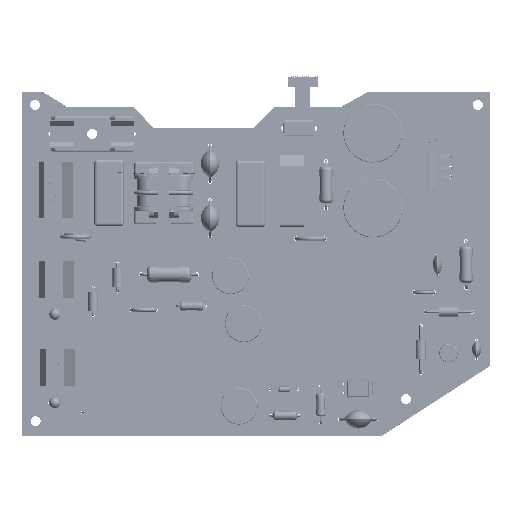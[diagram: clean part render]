
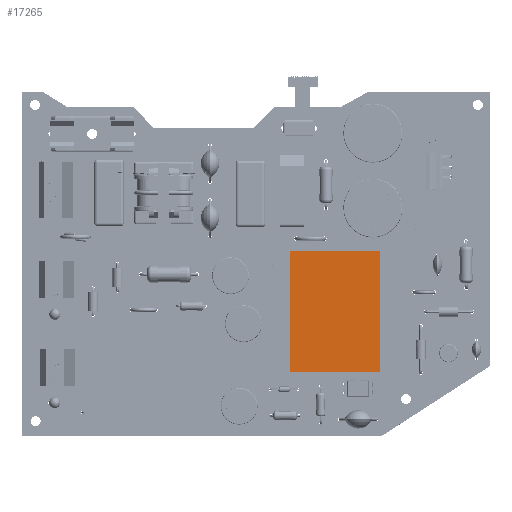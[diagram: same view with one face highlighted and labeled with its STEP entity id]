
A CAD part, top view. The second image highlights one B-rep face of the part: STEP entity #17265.
In plain terms, the highlighted planar face has unit normal (0, 0, 1).
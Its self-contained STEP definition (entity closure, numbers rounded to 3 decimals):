
#16656 = VERTEX_POINT('',#16657);
#16657 = CARTESIAN_POINT('',(155.5,-129.05,26.595));
#16663 = EDGE_CURVE('',#16664,#16656,#16666,.T.);
#16664 = VERTEX_POINT('',#16665);
#16665 = CARTESIAN_POINT('',(155.5,-96.35,26.595));
#16666 = LINE('',#16667,#16668);
#16667 = CARTESIAN_POINT('',(155.5,-96.45,26.595));
#16668 = VECTOR('',#16669,1.);
#16669 = DIRECTION('',(0.,-1.,0.));
#16880 = VERTEX_POINT('',#16881);
#16881 = CARTESIAN_POINT('',(179.9,-96.35,26.595));
#16887 = EDGE_CURVE('',#16880,#16888,#16890,.T.);
#16888 = VERTEX_POINT('',#16889);
#16889 = CARTESIAN_POINT('',(179.9,-129.05,26.595));
#16890 = LINE('',#16891,#16892);
#16891 = CARTESIAN_POINT('',(179.9,-96.45,26.595));
#16892 = VECTOR('',#16893,1.);
#16893 = DIRECTION('',(0.,-1.,0.));
#17265 = ADVANCED_FACE('',(#17266),#17282,.T.);
#17266 = FACE_BOUND('',#17267,.T.);
#17267 = EDGE_LOOP('',(#17268,#17269,#17275,#17276));
#17268 = ORIENTED_EDGE('',*,*,#16887,.F.);
#17269 = ORIENTED_EDGE('',*,*,#17270,.F.);
#17270 = EDGE_CURVE('',#16664,#16880,#17271,.T.);
#17271 = LINE('',#17272,#17273);
#17272 = CARTESIAN_POINT('',(179.9,-96.35,26.595));
#17273 = VECTOR('',#17274,1.);
#17274 = DIRECTION('',(1.,0.,0.));
#17275 = ORIENTED_EDGE('',*,*,#16663,.T.);
#17276 = ORIENTED_EDGE('',*,*,#17277,.F.);
#17277 = EDGE_CURVE('',#16888,#16656,#17278,.T.);
#17278 = LINE('',#17279,#17280);
#17279 = CARTESIAN_POINT('',(155.5,-129.05,26.595));
#17280 = VECTOR('',#17281,1.);
#17281 = DIRECTION('',(-1.,0.,-0.));
#17282 = PLANE('',#17283);
#17283 = AXIS2_PLACEMENT_3D('',#17284,#17285,#17286);
#17284 = CARTESIAN_POINT('',(167.7,-112.7,26.595));
#17285 = DIRECTION('',(0.,0.,1.));
#17286 = DIRECTION('',(0.,-1.,0.));
